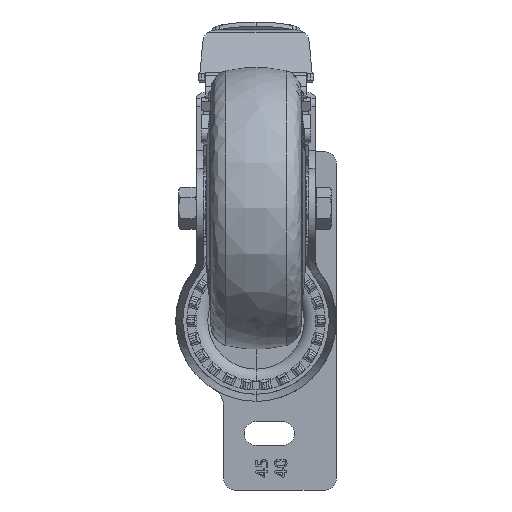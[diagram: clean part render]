
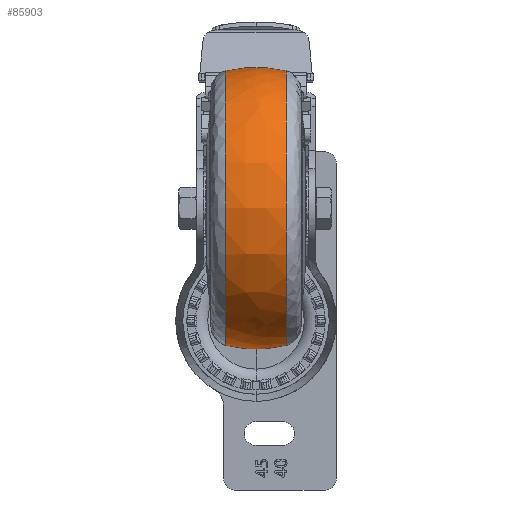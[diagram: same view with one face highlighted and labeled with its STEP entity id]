
A CAD part, front view. The second image highlights one B-rep face of the part: STEP entity #85903.
In plain terms, the highlighted free-form (B-spline) face has degree [3, 3] with [4, 4] control points.
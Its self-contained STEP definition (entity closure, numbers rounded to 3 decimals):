
#3221 = ORIENTED_EDGE ( 'NONE', *, *, #14995, .T. ) ;
#5771 = CARTESIAN_POINT ( 'NONE',  ( -3.621, 0., -50.435 ) ) ;
#5952 =( BOUNDED_SURFACE ( )  B_SPLINE_SURFACE ( 3, 3, ( 
 ( #69011, #41812, #92655, #49125 ),
 ( #5771, #56321, #13057, #63615 ),
 ( #20274, #70938, #27512, #78287 ),
 ( #34843, #85668, #42115, #92956 ) ),
 .UNSPECIFIED., .F., .F., .T. ) 
 B_SPLINE_SURFACE_WITH_KNOTS ( ( 4, 4 ),
 ( 4, 4 ),
 ( 0., 1. ),
 ( 0., 1. ),
 .UNSPECIFIED. ) 
 GEOMETRIC_REPRESENTATION_ITEM ( )  RATIONAL_B_SPLINE_SURFACE ( (
 ( 1., 0.333, 0.333, 1.),
 ( 0.981, 0.327, 0.327, 0.981),
 ( 0.981, 0.327, 0.327, 0.981),
 ( 1., 0.333, 0.333, 1.) ) ) 
 REPRESENTATION_ITEM ( '' )  SURFACE ( )  );
#7203 = FACE_OUTER_BOUND ( 'NONE', #48623, .T. ) ;
#7552 = AXIS2_PLACEMENT_3D ( 'NONE', #38980, #89803, #46270 ) ;
#9188 = DIRECTION ( 'NONE',  ( 1., 0., 0. ) ) ;
#11919 = EDGE_CURVE ( 'NONE', #54058, #65493, #23752, .T. ) ;
#13057 = CARTESIAN_POINT ( 'NONE',  ( -3.621, -100.87, 50.435 ) ) ;
#14995 = EDGE_CURVE ( 'NONE', #25455, #82629, #64071, .T. ) ;
#16722 = EDGE_CURVE ( 'NONE', #82629, #65493, #65127, .T. ) ;
#20274 = CARTESIAN_POINT ( 'NONE',  ( 3.621, 0., -50.435 ) ) ;
#21389 = DIRECTION ( 'NONE',  ( 0., 1., 0. ) ) ;
#23752 = CIRCLE ( 'NONE', #43013, 45. ) ;
#25455 = VERTEX_POINT ( 'NONE', #78449 ) ;
#27512 = CARTESIAN_POINT ( 'NONE',  ( 3.621, -100.87, 50.435 ) ) ;
#27786 = CARTESIAN_POINT ( 'NONE',  ( 0., 0., -5. ) ) ;
#29373 = AXIS2_PLACEMENT_3D ( 'NONE', #52469, #9188, #59716 ) ;
#29797 = AXIS2_PLACEMENT_3D ( 'NONE', #27786, #78557, #35120 ) ;
#34843 = CARTESIAN_POINT ( 'NONE',  ( 10.658, 0., -48.72 ) ) ;
#35120 = DIRECTION ( 'NONE',  ( 0., 0., -1. ) ) ;
#38980 = CARTESIAN_POINT ( 'NONE',  ( 10.658, 0., 0. ) ) ;
#41812 = CARTESIAN_POINT ( 'NONE',  ( -10.658, -97.439, -48.72 ) ) ;
#42115 = CARTESIAN_POINT ( 'NONE',  ( 10.658, -97.439, 48.72 ) ) ;
#43013 = AXIS2_PLACEMENT_3D ( 'NONE', #64740, #21389, #72092 ) ;
#46270 = DIRECTION ( 'NONE',  ( 0., 0., 1. ) ) ;
#47326 = CIRCLE ( 'NONE', #29373, 48.72 ) ;
#48623 = EDGE_LOOP ( 'NONE', ( #88322, #3221, #60916, #67763 ) ) ;
#49125 = CARTESIAN_POINT ( 'NONE',  ( -10.658, 0., 48.72 ) ) ;
#50738 = EDGE_CURVE ( 'NONE', #54058, #25455, #47326, .T. ) ;
#52469 = CARTESIAN_POINT ( 'NONE',  ( -10.658, 0., 0. ) ) ;
#54058 = VERTEX_POINT ( 'NONE', #93402 ) ;
#56321 = CARTESIAN_POINT ( 'NONE',  ( -3.621, -100.87, -50.435 ) ) ;
#59716 = DIRECTION ( 'NONE',  ( 0., 0., 1. ) ) ;
#60916 = ORIENTED_EDGE ( 'NONE', *, *, #16722, .T. ) ;
#63615 = CARTESIAN_POINT ( 'NONE',  ( -3.621, 0., 50.435 ) ) ;
#64071 = CIRCLE ( 'NONE', #29797, 45. ) ;
#64740 = CARTESIAN_POINT ( 'NONE',  ( 0., 0., 5. ) ) ;
#65127 = CIRCLE ( 'NONE', #7552, 48.72 ) ;
#65493 = VERTEX_POINT ( 'NONE', #83469 ) ;
#67763 = ORIENTED_EDGE ( 'NONE', *, *, #11919, .F. ) ;
#69011 = CARTESIAN_POINT ( 'NONE',  ( -10.658, 0., -48.72 ) ) ;
#70938 = CARTESIAN_POINT ( 'NONE',  ( 3.621, -100.87, -50.435 ) ) ;
#72092 = DIRECTION ( 'NONE',  ( 0., 0., 1. ) ) ;
#78287 = CARTESIAN_POINT ( 'NONE',  ( 3.621, 0., 50.435 ) ) ;
#78449 = CARTESIAN_POINT ( 'NONE',  ( -10.658, 0., -48.72 ) ) ;
#78557 = DIRECTION ( 'NONE',  ( 0., -1., 0. ) ) ;
#82629 = VERTEX_POINT ( 'NONE', #86234 ) ;
#83469 = CARTESIAN_POINT ( 'NONE',  ( 10.658, 0., 48.72 ) ) ;
#85668 = CARTESIAN_POINT ( 'NONE',  ( 10.658, -97.439, -48.72 ) ) ;
#85903 = ADVANCED_FACE ( 'NONE', ( #7203 ), #5952, .T. ) ;
#86234 = CARTESIAN_POINT ( 'NONE',  ( 10.658, 0., -48.72 ) ) ;
#88322 = ORIENTED_EDGE ( 'NONE', *, *, #50738, .T. ) ;
#89803 = DIRECTION ( 'NONE',  ( -1., 0., 0. ) ) ;
#92655 = CARTESIAN_POINT ( 'NONE',  ( -10.658, -97.439, 48.72 ) ) ;
#92956 = CARTESIAN_POINT ( 'NONE',  ( 10.658, 0., 48.72 ) ) ;
#93402 = CARTESIAN_POINT ( 'NONE',  ( -10.658, 0., 48.72 ) ) ;
